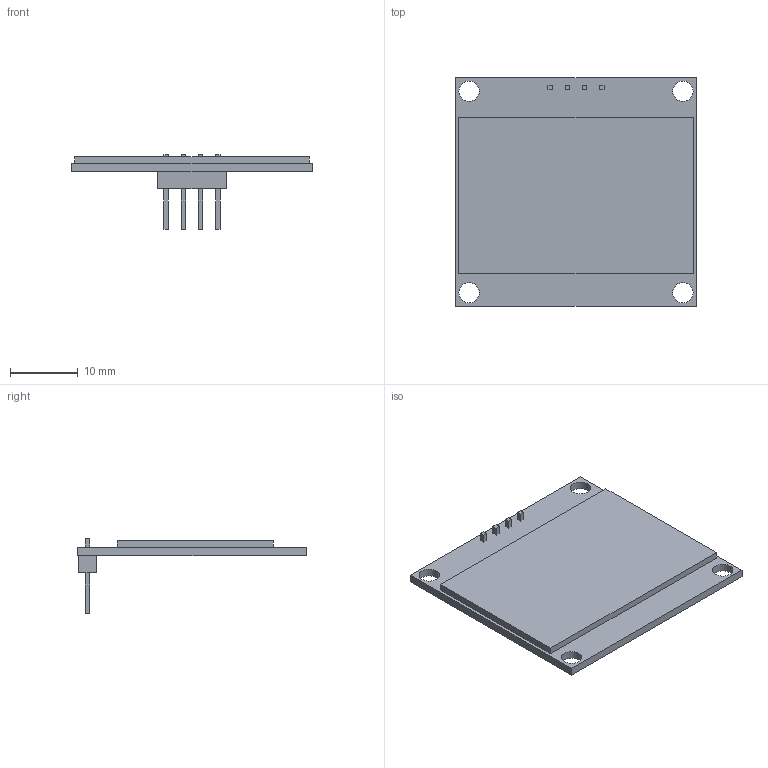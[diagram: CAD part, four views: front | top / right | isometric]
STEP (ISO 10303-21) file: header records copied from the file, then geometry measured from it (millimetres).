
FILE_DESCRIPTION(('FreeCAD Model'),'2;1');
FILE_NAME('Open CASCADE Shape Model','2022-10-21T12:36:44',(''),(''), 'Open CASCADE STEP processor 7.6','FreeCAD','Unknown');
FILE_SCHEMA(('AUTOMOTIVE_DESIGN { 1 0 10303 214 1 1 1 1 }'));
Length unit declared in the file: millimetre
Products named in the file (4): GME12864_80; OLED; PCB; Pins
Assembly tree (3 placements, depth 2):
  GME12864_80
    OLED
    PCB
    Pins
Bounding box: 35.5 x 33.7 x 11 mm (x, y, z)
Volume: 2274.6 mm3; surface area: 4452.2 mm2
Topology: 3 solids, 3 shells, 62 faces, 144 edges, 96 vertices
Faces by surface type: plane 58, cylinder 4
Full cylindrical faces by diameter (mm): 3 x4
Entity records: 1882 total; most frequent: CARTESIAN_POINT 306, ORIENTED_EDGE 288, DIRECTION 284, EDGE_CURVE 144, LINE 136, VECTOR 136, VERTEX_POINT 96, FACE_BOUND 78
